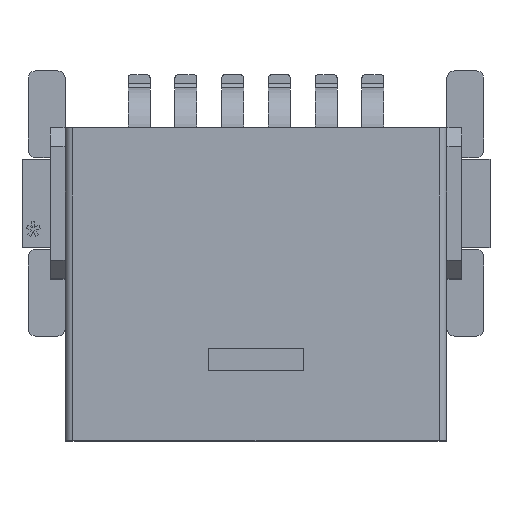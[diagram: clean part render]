
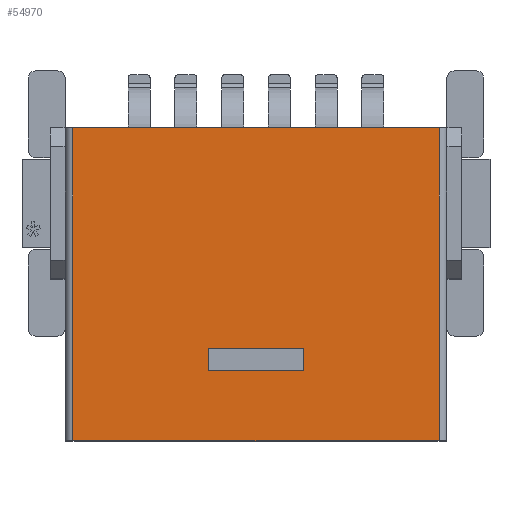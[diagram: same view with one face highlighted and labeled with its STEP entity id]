
A CAD part, top view. The second image highlights one B-rep face of the part: STEP entity #54970.
In plain terms, the highlighted face is planar.
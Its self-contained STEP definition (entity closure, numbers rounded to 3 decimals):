
#49700=CARTESIAN_POINT('',(-17.04,2.1,0.));
#49710=VERTEX_POINT('',#49700);
#49740=CARTESIAN_POINT('',(-18.42,2.1,0.));
#49750=DIRECTION('',(-1.,0.,0.));
#49760=VECTOR('',#49750,1000.);
#49770=LINE('',#49740,#49760);
#49780=CARTESIAN_POINT('',(-7.09,2.1,0.));
#49790=VERTEX_POINT('',#49780);
#49800=EDGE_CURVE('',#49790,#49710,#49770,.T.);
#54330=CARTESIAN_POINT('',(-18.42,2.1,-8.5));
#54340=DIRECTION('',(0.,1.,0.));
#54350=DIRECTION('',(0.,0.,1.));
#54360=AXIS2_PLACEMENT_3D('',#54330,#54340,#54350);
#54370=PLANE('',#54360);
#54380=CARTESIAN_POINT('',(-17.04,2.1,-8.5));
#54390=DIRECTION('',(0.,0.,1.));
#54400=VECTOR('',#54390,1000.);
#54410=LINE('',#54380,#54400);
#54420=CARTESIAN_POINT('',(-17.04,2.1,-8.5));
#54430=VERTEX_POINT('',#54420);
#54440=EDGE_CURVE('',#54430,#49710,#54410,.T.);
#54450=ORIENTED_EDGE('',*,*,#54440,.T.);
#54460=CARTESIAN_POINT('',(-18.42,2.1,-8.5));
#54470=DIRECTION('',(-1.,0.,0.));
#54480=VECTOR('',#54470,1000.);
#54490=LINE('',#54460,#54480);
#54500=CARTESIAN_POINT('',(-7.09,2.1,-8.5));
#54510=VERTEX_POINT('',#54500);
#54520=EDGE_CURVE('',#54510,#54430,#54490,.T.);
#54530=ORIENTED_EDGE('',*,*,#54520,.T.);
#54540=CARTESIAN_POINT('',(-7.09,2.1,-8.5));
#54550=DIRECTION('',(0.,0.,-1.));
#54560=VECTOR('',#54550,1000.);
#54570=LINE('',#54540,#54560);
#54580=EDGE_CURVE('',#49790,#54510,#54570,.T.);
#54590=ORIENTED_EDGE('',*,*,#54580,.T.);
#54600=ORIENTED_EDGE('',*,*,#49800,.F.);
#54610=EDGE_LOOP('',(#54600,#54590,#54530,#54450));
#54620=FACE_OUTER_BOUND('',#54610,.T.);
#54630=CARTESIAN_POINT('',(-10.765,2.1,0.));
#54640=DIRECTION('',(0.,0.,-1.));
#54650=VECTOR('',#54640,1.);
#54660=LINE('',#54630,#54650);
#54670=CARTESIAN_POINT('',(-10.765,2.1,-1.9));
#54680=VERTEX_POINT('',#54670);
#54690=CARTESIAN_POINT('',(-10.765,2.1,-2.5));
#54700=VERTEX_POINT('',#54690);
#54710=EDGE_CURVE('',#54680,#54700,#54660,.T.);
#54720=ORIENTED_EDGE('',*,*,#54710,.F.);
#54730=CARTESIAN_POINT('',(0.,2.1,-2.5));
#54740=DIRECTION('',(-1.,0.,0.));
#54750=VECTOR('',#54740,1.);
#54760=LINE('',#54730,#54750);
#54770=CARTESIAN_POINT('',(-13.365,2.1,-2.5));
#54780=VERTEX_POINT('',#54770);
#54790=EDGE_CURVE('',#54700,#54780,#54760,.T.);
#54800=ORIENTED_EDGE('',*,*,#54790,.F.);
#54810=CARTESIAN_POINT('',(-13.365,2.1,0.));
#54820=DIRECTION('',(0.,0.,1.));
#54830=VECTOR('',#54820,1.);
#54840=LINE('',#54810,#54830);
#54850=CARTESIAN_POINT('',(-13.365,2.1,-1.9));
#54860=VERTEX_POINT('',#54850);
#54870=EDGE_CURVE('',#54780,#54860,#54840,.T.);
#54880=ORIENTED_EDGE('',*,*,#54870,.F.);
#54890=CARTESIAN_POINT('',(0.,2.1,-1.9));
#54900=DIRECTION('',(1.,0.,0.));
#54910=VECTOR('',#54900,1.);
#54920=LINE('',#54890,#54910);
#54930=EDGE_CURVE('',#54860,#54680,#54920,.T.);
#54940=ORIENTED_EDGE('',*,*,#54930,.F.);
#54950=EDGE_LOOP('',(#54940,#54880,#54800,#54720));
#54960=FACE_BOUND('',#54950,.T.);
#54970=ADVANCED_FACE('',(#54620,#54960),#54370,.T.);
